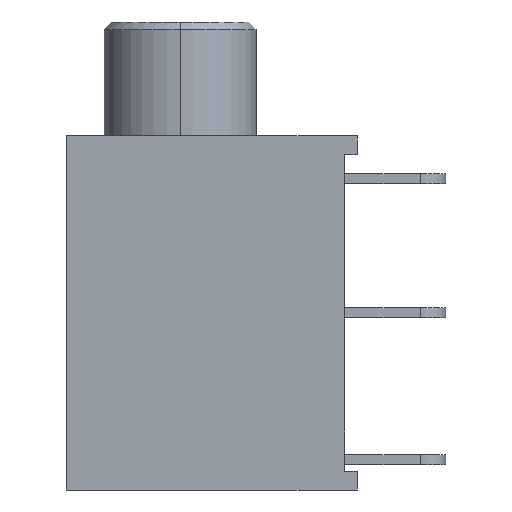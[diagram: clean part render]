
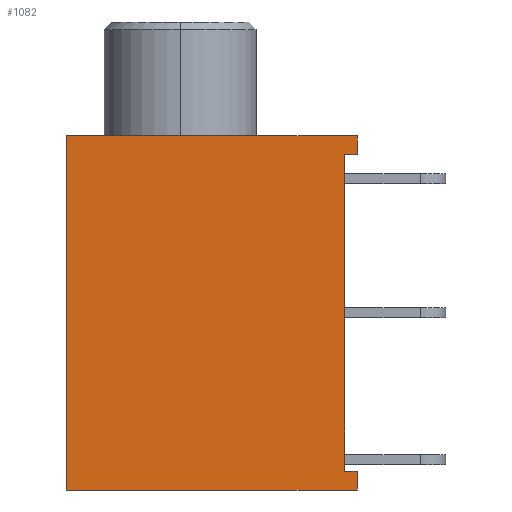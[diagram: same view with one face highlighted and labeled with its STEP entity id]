
A CAD part, left-side view. The second image highlights one B-rep face of the part: STEP entity #1082.
In plain terms, the highlighted planar face has unit normal (-1, 0, 0).
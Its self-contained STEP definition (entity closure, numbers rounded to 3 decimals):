
#1 = VECTOR ( 'NONE', #1229, 1000. ) ;
#7 = CARTESIAN_POINT ( 'NONE',  ( -3.6, 0., -13.25 ) ) ;
#20 = VECTOR ( 'NONE', #1220, 1000. ) ;
#56 = VERTEX_POINT ( 'NONE', #987 ) ;
#76 = ORIENTED_EDGE ( 'NONE', *, *, #595, .F. ) ;
#86 = EDGE_CURVE ( 'NONE', #687, #56, #703, .T. ) ;
#92 = DIRECTION ( 'NONE',  ( 0., 0., 1. ) ) ;
#129 = CARTESIAN_POINT ( 'NONE',  ( -3.6, 11.5, -14. ) ) ;
#153 = ORIENTED_EDGE ( 'NONE', *, *, #1088, .F. ) ;
#168 = LINE ( 'NONE', #1123, #20 ) ;
#196 = VECTOR ( 'NONE', #752, 1000. ) ;
#198 = DIRECTION ( 'NONE',  ( 0., -1., 0. ) ) ;
#209 = DIRECTION ( 'NONE',  ( 0., 0., 1. ) ) ;
#232 = VERTEX_POINT ( 'NONE', #421 ) ;
#234 = VECTOR ( 'NONE', #209, 1000. ) ;
#278 = CARTESIAN_POINT ( 'NONE',  ( -3.6, 0., -14. ) ) ;
#282 = CARTESIAN_POINT ( 'NONE',  ( -3.6, 0.5, -13.25 ) ) ;
#286 = CARTESIAN_POINT ( 'NONE',  ( -3.6, 11.5, -14. ) ) ;
#293 = LINE ( 'NONE', #382, #898 ) ;
#302 = LINE ( 'NONE', #875, #569 ) ;
#345 = ORIENTED_EDGE ( 'NONE', *, *, #1145, .T. ) ;
#376 = VERTEX_POINT ( 'NONE', #536 ) ;
#382 = CARTESIAN_POINT ( 'NONE',  ( -3.6, 0., 0. ) ) ;
#421 = CARTESIAN_POINT ( 'NONE',  ( -3.6, 0.5, -0.75 ) ) ;
#455 = FACE_OUTER_BOUND ( 'NONE', #976, .T. ) ;
#473 = LINE ( 'NONE', #853, #1 ) ;
#474 = LINE ( 'NONE', #1230, #196 ) ;
#494 = ORIENTED_EDGE ( 'NONE', *, *, #909, .T. ) ;
#511 = DIRECTION ( 'NONE',  ( 0., 0., 1. ) ) ;
#515 = CARTESIAN_POINT ( 'NONE',  ( -3.6, 0., -14. ) ) ;
#525 = VERTEX_POINT ( 'NONE', #7 ) ;
#536 = CARTESIAN_POINT ( 'NONE',  ( -3.6, 0., -14. ) ) ;
#569 = VECTOR ( 'NONE', #1054, 1000. ) ;
#591 = EDGE_CURVE ( 'NONE', #989, #56, #293, .T. ) ;
#595 = EDGE_CURVE ( 'NONE', #629, #989, #957, .T. ) ;
#604 = CARTESIAN_POINT ( 'NONE',  ( -3.6, 11.5, 0. ) ) ;
#610 = VERTEX_POINT ( 'NONE', #282 ) ;
#629 = VERTEX_POINT ( 'NONE', #129 ) ;
#654 = ORIENTED_EDGE ( 'NONE', *, *, #694, .F. ) ;
#669 = DIRECTION ( 'NONE',  ( 0., 0., 1. ) ) ;
#675 = DIRECTION ( 'NONE',  ( -1., 0., 0. ) ) ;
#687 = VERTEX_POINT ( 'NONE', #1073 ) ;
#690 = CARTESIAN_POINT ( 'NONE',  ( -3.6, 0., -14. ) ) ;
#694 = EDGE_CURVE ( 'NONE', #232, #610, #474, .T. ) ;
#703 = LINE ( 'NONE', #515, #234 ) ;
#709 = ORIENTED_EDGE ( 'NONE', *, *, #1026, .T. ) ;
#752 = DIRECTION ( 'NONE',  ( 0., 0., -1. ) ) ;
#754 = ORIENTED_EDGE ( 'NONE', *, *, #591, .F. ) ;
#832 = VECTOR ( 'NONE', #511, 1000. ) ;
#853 = CARTESIAN_POINT ( 'NONE',  ( -3.6, 0.5, -13.25 ) ) ;
#875 = CARTESIAN_POINT ( 'NONE',  ( -3.6, 0., -14. ) ) ;
#898 = VECTOR ( 'NONE', #198, 1000. ) ;
#909 = EDGE_CURVE ( 'NONE', #629, #376, #302, .T. ) ;
#916 = ORIENTED_EDGE ( 'NONE', *, *, #86, .T. ) ;
#952 = PLANE ( 'NONE',  #1006 ) ;
#957 = LINE ( 'NONE', #286, #1055 ) ;
#976 = EDGE_LOOP ( 'NONE', ( #709, #916, #754, #76, #494, #345, #153, #654 ) ) ;
#987 = CARTESIAN_POINT ( 'NONE',  ( -3.6, 0., 0. ) ) ;
#989 = VERTEX_POINT ( 'NONE', #604 ) ;
#1006 = AXIS2_PLACEMENT_3D ( 'NONE', #278, #675, #92 ) ;
#1026 = EDGE_CURVE ( 'NONE', #232, #687, #168, .T. ) ;
#1054 = DIRECTION ( 'NONE',  ( 0., -1., 0. ) ) ;
#1055 = VECTOR ( 'NONE', #669, 1000. ) ;
#1073 = CARTESIAN_POINT ( 'NONE',  ( -3.6, 0., -0.75 ) ) ;
#1082 = ADVANCED_FACE ( 'NONE', ( #455 ), #952, .T. ) ;
#1088 = EDGE_CURVE ( 'NONE', #610, #525, #473, .T. ) ;
#1123 = CARTESIAN_POINT ( 'NONE',  ( -3.6, 0.5, -0.75 ) ) ;
#1145 = EDGE_CURVE ( 'NONE', #376, #525, #1160, .T. ) ;
#1160 = LINE ( 'NONE', #690, #832 ) ;
#1220 = DIRECTION ( 'NONE',  ( 0., -1., 0. ) ) ;
#1229 = DIRECTION ( 'NONE',  ( 0., -1., 0. ) ) ;
#1230 = CARTESIAN_POINT ( 'NONE',  ( -3.6, 0.5, -0.75 ) ) ;
